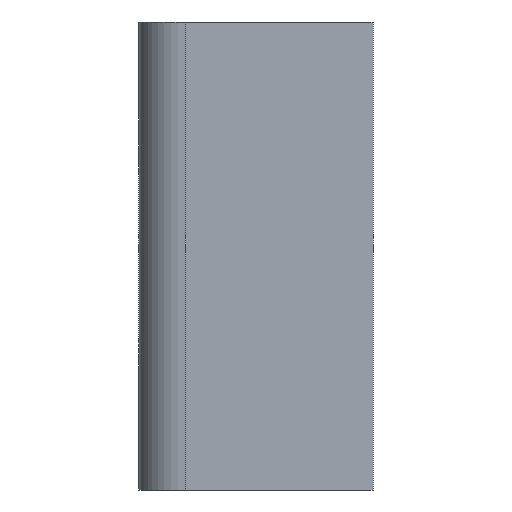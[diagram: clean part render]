
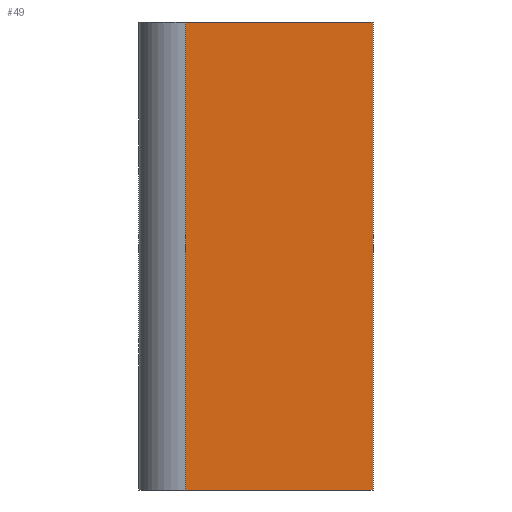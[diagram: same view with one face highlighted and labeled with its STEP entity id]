
A CAD part, left-side view. The second image highlights one B-rep face of the part: STEP entity #49.
In plain terms, the highlighted planar face has unit normal (-1, 0, 0).
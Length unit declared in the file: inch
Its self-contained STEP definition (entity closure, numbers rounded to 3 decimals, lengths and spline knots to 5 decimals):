
#49=ADVANCED_FACE('',(#114),#115,.T.);
#114=FACE_OUTER_BOUND('',#192,.T.);
#115=PLANE('',#193);
#192=EDGE_LOOP('',(#359,#360,#361,#362));
#193=AXIS2_PLACEMENT_3D('',#363,#364,#365);
#359=ORIENTED_EDGE('',*,*,#529,.T.);
#360=ORIENTED_EDGE('',*,*,#530,.F.);
#361=ORIENTED_EDGE('',*,*,#531,.F.);
#362=ORIENTED_EDGE('',*,*,#532,.T.);
#363=CARTESIAN_POINT('',(0.0,0.375,0.00071));
#364=DIRECTION('',(-1.0,-0.0,0.0));
#365=DIRECTION('',(0.0,-1.0,-0.0));
#529=EDGE_CURVE('',#624,#625,#626,.T.);
#530=EDGE_CURVE('',#627,#625,#628,.T.);
#531=EDGE_CURVE('',#629,#627,#630,.T.);
#532=EDGE_CURVE('',#629,#624,#631,.T.);
#624=VERTEX_POINT('',#775);
#625=VERTEX_POINT('',#776);
#626=LINE('',#777,#778);
#627=VERTEX_POINT('',#779);
#628=LINE('',#780,#781);
#629=VERTEX_POINT('',#782);
#630=LINE('',#783,#784);
#631=LINE('',#785,#786);
#775=CARTESIAN_POINT('',(0.0,0.0,1.87571));
#776=CARTESIAN_POINT('',(0.0,0.75001,1.87571));
#777=CARTESIAN_POINT('',(0.0,0.0,1.87571));
#778=VECTOR('',#956,1.0);
#779=CARTESIAN_POINT('',(0.0,0.75001,0.00071));
#780=CARTESIAN_POINT('',(0.0,0.75001,0.00071));
#781=VECTOR('',#957,1.0);
#782=CARTESIAN_POINT('',(0.0,0.0,0.00071));
#783=CARTESIAN_POINT('',(0.0,0.0,0.00071));
#784=VECTOR('',#958,1.0);
#785=CARTESIAN_POINT('',(0.0,0.0,0.00071));
#786=VECTOR('',#959,1.0);
#956=DIRECTION('',(0.0,1.0,0.0));
#957=DIRECTION('',(0.0,0.0,1.0));
#958=DIRECTION('',(0.0,1.0,0.0));
#959=DIRECTION('',(0.0,0.0,1.0));
